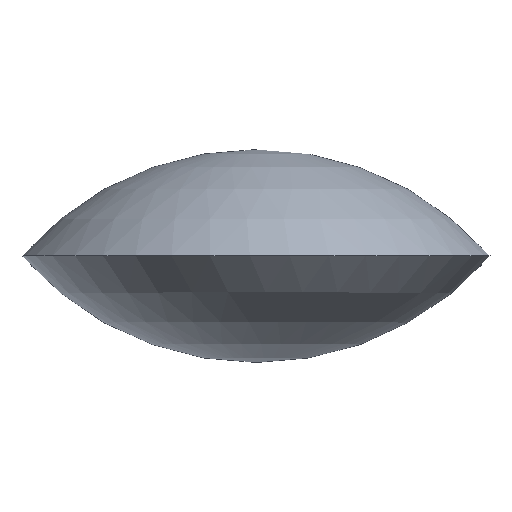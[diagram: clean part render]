
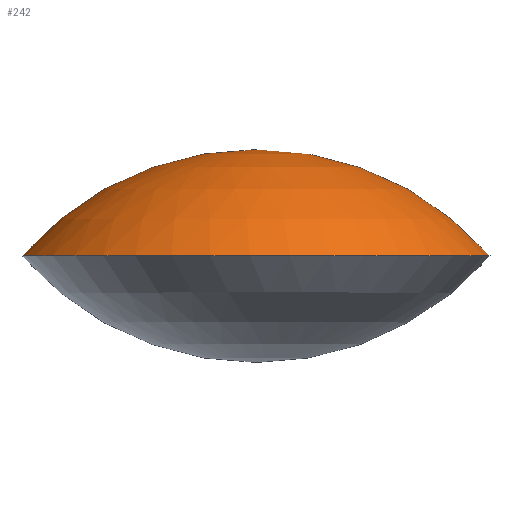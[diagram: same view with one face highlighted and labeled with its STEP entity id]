
A CAD part, top view. The second image highlights one B-rep face of the part: STEP entity #242.
In plain terms, the highlighted spherical face has radius 7.3 mm.
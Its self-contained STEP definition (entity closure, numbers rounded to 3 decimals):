
#106 = VERTEX_POINT('',#107);
#107 = CARTESIAN_POINT('',(4.544,0.35,3.127));
#113 = EDGE_CURVE('',#106,#114,#116,.T.);
#114 = VERTEX_POINT('',#115);
#115 = CARTESIAN_POINT('',(4.521,0.,
2.468));
#116 = B_SPLINE_CURVE_WITH_KNOTS('',8,(#117,#118,#119,#120,#121,#122,
#123,#124,#125,#126,#127,#128,#129,#130,#131,#132,#133,#134,#135,
#136,#137,#138,#139),.UNSPECIFIED.,.F.,.F.,(9,7,7,9),(0.,
0.287,0.61,1.),.UNSPECIFIED.);
#117 = CARTESIAN_POINT('',(4.544,0.35,3.127));
#118 = CARTESIAN_POINT('',(4.534,0.35,3.108)
);
#119 = CARTESIAN_POINT('',(4.525,0.349,3.089)
);
#120 = CARTESIAN_POINT('',(4.515,0.347,3.068)
);
#121 = CARTESIAN_POINT('',(4.507,0.343,3.046)
);
#122 = CARTESIAN_POINT('',(4.499,0.339,3.022)
);
#123 = CARTESIAN_POINT('',(4.491,0.333,2.997)
);
#124 = CARTESIAN_POINT('',(4.484,0.326,2.971)
);
#125 = CARTESIAN_POINT('',(4.471,0.307,2.913)
);
#126 = CARTESIAN_POINT('',(4.465,0.295,2.88)
);
#127 = CARTESIAN_POINT('',(4.461,0.28,2.846)
);
#128 = CARTESIAN_POINT('',(4.458,0.264,2.811)
);
#129 = CARTESIAN_POINT('',(4.456,0.246,2.776)
);
#130 = CARTESIAN_POINT('',(4.456,0.227,2.742)
);
#131 = CARTESIAN_POINT('',(4.458,0.207,2.71)
);
#132 = CARTESIAN_POINT('',(4.464,0.163,2.644)
);
#133 = CARTESIAN_POINT('',(4.469,0.138,2.611)
);
#134 = CARTESIAN_POINT('',(4.475,0.114,2.581)
);
#135 = CARTESIAN_POINT('',(4.483,0.09,
2.553));
#136 = CARTESIAN_POINT('',(4.491,0.067,
2.529));
#137 = CARTESIAN_POINT('',(4.5,0.044,
2.506));
#138 = CARTESIAN_POINT('',(4.51,0.022,
2.486));
#139 = CARTESIAN_POINT('',(4.521,0.,2.468));
#142 = VERTEX_POINT('',#143);
#143 = CARTESIAN_POINT('',(4.929,0.,
3.16));
#197 = EDGE_CURVE('',#142,#106,#198,.T.);
#198 = B_SPLINE_CURVE_WITH_KNOTS('',8,(#199,#200,#201,#202,#203,#204,
#205,#206,#207,#208,#209,#210,#211,#212,#213,#214,#215,#216,#217,
#218,#219,#220,#221,#222,#223,#224,#225,#226,#227,#228,#229,#230,
#231,#232,#233,#234,#235),.UNSPECIFIED.,.F.,.F.,(9,7,7,7,7,9),(0.,
0.259,0.438,0.703,0.852,1.),
.UNSPECIFIED.);
#199 = CARTESIAN_POINT('',(4.929,0.,3.16));
#200 = CARTESIAN_POINT('',(4.923,0.012,
3.171));
#201 = CARTESIAN_POINT('',(4.916,0.024,
3.182));
#202 = CARTESIAN_POINT('',(4.909,0.037,
3.192));
#203 = CARTESIAN_POINT('',(4.901,0.05,
3.203));
#204 = CARTESIAN_POINT('',(4.893,0.063,
3.213));
#205 = CARTESIAN_POINT('',(4.884,0.077,
3.223));
#206 = CARTESIAN_POINT('',(4.874,0.092,
3.232));
#207 = CARTESIAN_POINT('',(4.856,0.117,3.247)
);
#208 = CARTESIAN_POINT('',(4.849,0.127,3.253)
);
#209 = CARTESIAN_POINT('',(4.841,0.137,3.258)
);
#210 = CARTESIAN_POINT('',(4.833,0.147,3.263)
);
#211 = CARTESIAN_POINT('',(4.824,0.158,3.268)
);
#212 = CARTESIAN_POINT('',(4.816,0.168,3.272)
);
#213 = CARTESIAN_POINT('',(4.807,0.178,3.275)
);
#214 = CARTESIAN_POINT('',(4.784,0.203,3.283)
);
#215 = CARTESIAN_POINT('',(4.769,0.219,3.286));
#216 = CARTESIAN_POINT('',(4.752,0.236,3.288)
);
#217 = CARTESIAN_POINT('',(4.735,0.252,3.287)
);
#218 = CARTESIAN_POINT('',(4.717,0.268,3.284)
);
#219 = CARTESIAN_POINT('',(4.698,0.282,3.279)
);
#220 = CARTESIAN_POINT('',(4.681,0.295,3.271)
);
#221 = CARTESIAN_POINT('',(4.655,0.311,3.256)
);
#222 = CARTESIAN_POINT('',(4.646,0.317,3.25)
);
#223 = CARTESIAN_POINT('',(4.636,0.322,3.243)
);
#224 = CARTESIAN_POINT('',(4.628,0.327,3.236)
);
#225 = CARTESIAN_POINT('',(4.619,0.331,3.228)
);
#226 = CARTESIAN_POINT('',(4.611,0.335,3.219)
);
#227 = CARTESIAN_POINT('',(4.602,0.338,3.21)
);
#228 = CARTESIAN_POINT('',(4.587,0.343,3.192)
);
#229 = CARTESIAN_POINT('',(4.579,0.345,3.183)
);
#230 = CARTESIAN_POINT('',(4.573,0.347,3.173)
);
#231 = CARTESIAN_POINT('',(4.566,0.348,3.164)
);
#232 = CARTESIAN_POINT('',(4.56,0.349,3.155)
);
#233 = CARTESIAN_POINT('',(4.555,0.35,3.145)
);
#234 = CARTESIAN_POINT('',(4.549,0.35,3.136)
);
#235 = CARTESIAN_POINT('',(4.544,0.35,3.127));
#242 = ADVANCED_FACE('',(#243),#338,.T.);
#243 = FACE_BOUND('',#244,.T.);
#244 = EDGE_LOOP('',(#245,#256,#257,#264,#265,#266,#275,#331));
#245 = ORIENTED_EDGE('',*,*,#246,.F.);
#246 = EDGE_CURVE('',#247,#249,#251,.T.);
#247 = VERTEX_POINT('',#248);
#248 = CARTESIAN_POINT('',(0.,2.5,5.6));
#249 = VERTEX_POINT('',#250);
#250 = CARTESIAN_POINT('',(-5.5,0.,5.6));
#251 = CIRCLE('',#252,7.3);
#252 = AXIS2_PLACEMENT_3D('',#253,#254,#255);
#253 = CARTESIAN_POINT('',(0.,-4.8,5.6));
#254 = DIRECTION('',(0.,0.,1.));
#255 = DIRECTION('',(0.,1.,0.));
#256 = ORIENTED_EDGE('',*,*,#246,.T.);
#257 = ORIENTED_EDGE('',*,*,#258,.F.);
#258 = EDGE_CURVE('',#142,#249,#259,.T.);
#259 = CIRCLE('',#260,5.5);
#260 = AXIS2_PLACEMENT_3D('',#261,#262,#263);
#261 = CARTESIAN_POINT('',(0.,0.,5.6));
#262 = DIRECTION('',(0.,-1.,0.));
#263 = DIRECTION('',(-1.,0.,0.));
#264 = ORIENTED_EDGE('',*,*,#197,.T.);
#265 = ORIENTED_EDGE('',*,*,#113,.T.);
#266 = ORIENTED_EDGE('',*,*,#267,.F.);
#267 = EDGE_CURVE('',#268,#114,#270,.T.);
#268 = VERTEX_POINT('',#269);
#269 = CARTESIAN_POINT('',(-4.521,0.,
2.468));
#270 = CIRCLE('',#271,5.5);
#271 = AXIS2_PLACEMENT_3D('',#272,#273,#274);
#272 = CARTESIAN_POINT('',(0.,0.,5.6));
#273 = DIRECTION('',(0.,-1.,0.));
#274 = DIRECTION('',(-1.,0.,0.));
#275 = ORIENTED_EDGE('',*,*,#276,.T.);
#276 = EDGE_CURVE('',#268,#277,#279,.T.);
#277 = VERTEX_POINT('',#278);
#278 = CARTESIAN_POINT('',(-4.929,0.,
3.16));
#279 = B_SPLINE_CURVE_WITH_KNOTS('',8,(#280,#281,#282,#283,#284,#285,
#286,#287,#288,#289,#290,#291,#292,#293,#294,#295,#296,#297,#298,
#299,#300,#301,#302,#303,#304,#305,#306,#307,#308,#309,#310,#311,
#312,#313,#314,#315,#316,#317,#318,#319,#320,#321,#322,#323,#324,
#325,#326,#327,#328,#329,#330),.UNSPECIFIED.,.F.,.F.,(9,7,7,7,7,7,7,
9),(0.,0.202,0.387,0.546,0.686,
0.757,0.881,1.),.UNSPECIFIED.);
#280 = CARTESIAN_POINT('',(-4.521,0.,2.468));
#281 = CARTESIAN_POINT('',(-4.511,0.02,
2.484));
#282 = CARTESIAN_POINT('',(-4.502,0.04,
2.503));
#283 = CARTESIAN_POINT('',(-4.494,0.06,
2.522));
#284 = CARTESIAN_POINT('',(-4.487,0.08,
2.542));
#285 = CARTESIAN_POINT('',(-4.48,0.099,
2.563));
#286 = CARTESIAN_POINT('',(-4.475,0.118,2.586
));
#287 = CARTESIAN_POINT('',(-4.47,0.136,2.609
));
#288 = CARTESIAN_POINT('',(-4.463,0.171,2.656)
);
#289 = CARTESIAN_POINT('',(-4.46,0.187,2.679)
);
#290 = CARTESIAN_POINT('',(-4.458,0.203,2.704
));
#291 = CARTESIAN_POINT('',(-4.457,0.219,2.729
));
#292 = CARTESIAN_POINT('',(-4.456,0.234,2.755
));
#293 = CARTESIAN_POINT('',(-4.457,0.248,2.782
));
#294 = CARTESIAN_POINT('',(-4.459,0.262,2.81)
);
#295 = CARTESIAN_POINT('',(-4.464,0.287,2.864
));
#296 = CARTESIAN_POINT('',(-4.467,0.298,2.889
));
#297 = CARTESIAN_POINT('',(-4.471,0.308,2.916
));
#298 = CARTESIAN_POINT('',(-4.477,0.318,2.943)
);
#299 = CARTESIAN_POINT('',(-4.483,0.326,2.971
));
#300 = CARTESIAN_POINT('',(-4.492,0.334,3.
));
#301 = CARTESIAN_POINT('',(-4.501,0.34,3.03)
);
#302 = CARTESIAN_POINT('',(-4.524,0.349,3.086
));
#303 = CARTESIAN_POINT('',(-4.536,0.351,3.114
));
#304 = CARTESIAN_POINT('',(-4.55,0.352,3.141
));
#305 = CARTESIAN_POINT('',(-4.566,0.35,3.168)
);
#306 = CARTESIAN_POINT('',(-4.584,0.346,3.193
));
#307 = CARTESIAN_POINT('',(-4.604,0.339,3.215
));
#308 = CARTESIAN_POINT('',(-4.624,0.329,3.234
));
#309 = CARTESIAN_POINT('',(-4.655,0.311,3.256)
);
#310 = CARTESIAN_POINT('',(-4.666,0.305,3.263
));
#311 = CARTESIAN_POINT('',(-4.677,0.298,3.269)
);
#312 = CARTESIAN_POINT('',(-4.687,0.29,3.274
));
#313 = CARTESIAN_POINT('',(-4.698,0.282,3.278
));
#314 = CARTESIAN_POINT('',(-4.709,0.273,3.281
));
#315 = CARTESIAN_POINT('',(-4.72,0.264,3.283
));
#316 = CARTESIAN_POINT('',(-4.749,0.238,3.287
));
#317 = CARTESIAN_POINT('',(-4.767,0.222,3.286
));
#318 = CARTESIAN_POINT('',(-4.783,0.205,3.284
));
#319 = CARTESIAN_POINT('',(-4.798,0.188,3.28
));
#320 = CARTESIAN_POINT('',(-4.813,0.172,3.274
));
#321 = CARTESIAN_POINT('',(-4.826,0.155,3.267
));
#322 = CARTESIAN_POINT('',(-4.839,0.139,3.259
));
#323 = CARTESIAN_POINT('',(-4.863,0.107,3.242)
);
#324 = CARTESIAN_POINT('',(-4.874,0.091,
3.232));
#325 = CARTESIAN_POINT('',(-4.885,0.076,
3.222));
#326 = CARTESIAN_POINT('',(-4.895,0.061,
3.211));
#327 = CARTESIAN_POINT('',(-4.904,0.045,
3.199));
#328 = CARTESIAN_POINT('',(-4.913,0.03,
3.187));
#329 = CARTESIAN_POINT('',(-4.921,0.015,
3.174));
#330 = CARTESIAN_POINT('',(-4.929,0.,3.16));
#331 = ORIENTED_EDGE('',*,*,#332,.F.);
#332 = EDGE_CURVE('',#249,#277,#333,.T.);
#333 = CIRCLE('',#334,5.5);
#334 = AXIS2_PLACEMENT_3D('',#335,#336,#337);
#335 = CARTESIAN_POINT('',(0.,0.,5.6));
#336 = DIRECTION('',(0.,-1.,0.));
#337 = DIRECTION('',(-1.,0.,0.));
#338 = SPHERICAL_SURFACE('',#339,7.3);
#339 = AXIS2_PLACEMENT_3D('',#340,#341,#342);
#340 = CARTESIAN_POINT('',(0.,-4.8,5.6));
#341 = DIRECTION('',(0.,-1.,0.));
#342 = DIRECTION('',(-1.,0.,0.));
